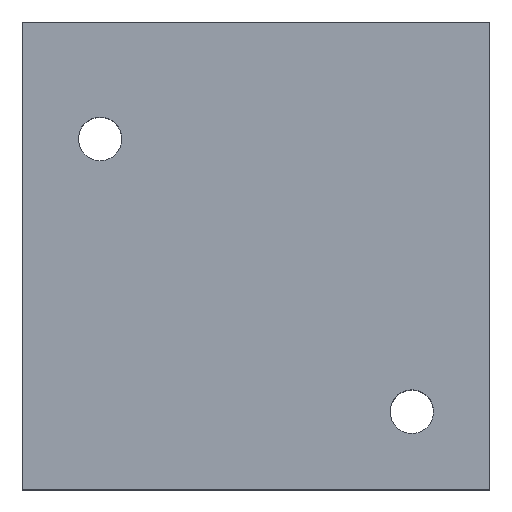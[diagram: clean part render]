
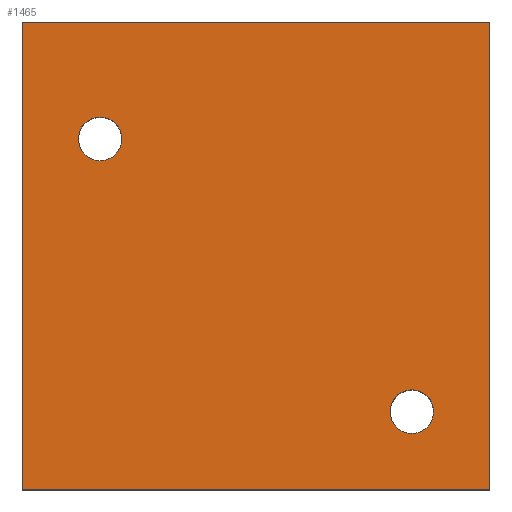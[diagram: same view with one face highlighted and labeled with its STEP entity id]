
A CAD part, top view. The second image highlights one B-rep face of the part: STEP entity #1465.
In plain terms, the highlighted planar face has unit normal (0, 0, 1).
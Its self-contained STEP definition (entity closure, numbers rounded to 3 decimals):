
#52 = VECTOR ( 'NONE', #1694, 1000. ) ;
#264 = VECTOR ( 'NONE', #1882, 1000. ) ;
#410 = VERTEX_POINT ( 'NONE', #3317 ) ;
#502 = EDGE_CURVE ( 'NONE', #2165, #1837, #1451, .T. ) ;
#630 = DIRECTION ( 'NONE',  ( 1., 0., 0. ) ) ;
#987 = AXIS2_PLACEMENT_3D ( 'NONE', #2510, #3294, #1317 ) ;
#1016 = LINE ( 'NONE', #1962, #2210 ) ;
#1053 = DIRECTION ( 'NONE',  ( 0., 0., 1. ) ) ;
#1176 = ORIENTED_EDGE ( 'NONE', *, *, #3694, .T. ) ;
#1189 = CIRCLE ( 'NONE', #3517, 2.795 ) ;
#1202 = CARTESIAN_POINT ( 'NONE',  ( -22.795, 20., 15. ) ) ;
#1317 = DIRECTION ( 'NONE',  ( 1., 0., 0. ) ) ;
#1359 = DIRECTION ( 'NONE',  ( 0., 0., -1. ) ) ;
#1377 = FACE_BOUND ( 'NONE', #3344, .T. ) ;
#1399 = CARTESIAN_POINT ( 'NONE',  ( -30., -25., 15. ) ) ;
#1407 = CARTESIAN_POINT ( 'NONE',  ( 22.795, -15., 15. ) ) ;
#1451 = CIRCLE ( 'NONE', #987, 2.795 ) ;
#1465 = ADVANCED_FACE ( 'NONE', ( #1377, #2649, #3937 ), #3017, .F. ) ;
#1506 = EDGE_CURVE ( 'NONE', #2713, #4052, #2051, .T. ) ;
#1533 = VECTOR ( 'NONE', #2202, 1000. ) ;
#1694 = DIRECTION ( 'NONE',  ( 1., 0., 0. ) ) ;
#1719 = AXIS2_PLACEMENT_3D ( 'NONE', #2032, #1359, #3288 ) ;
#1742 = ORIENTED_EDGE ( 'NONE', *, *, #2716, .F. ) ;
#1837 = VERTEX_POINT ( 'NONE', #1407 ) ;
#1882 = DIRECTION ( 'NONE',  ( 0., -1., 0. ) ) ;
#1920 = EDGE_CURVE ( 'NONE', #2027, #2713, #2813, .T. ) ;
#1962 = CARTESIAN_POINT ( 'NONE',  ( -30., 35., 15. ) ) ;
#2027 = VERTEX_POINT ( 'NONE', #2888 ) ;
#2032 = CARTESIAN_POINT ( 'NONE',  ( -30., 35., 15. ) ) ;
#2051 = LINE ( 'NONE', #1399, #52 ) ;
#2161 = CARTESIAN_POINT ( 'NONE',  ( 30., 35., 15. ) ) ;
#2165 = VERTEX_POINT ( 'NONE', #3101 ) ;
#2202 = DIRECTION ( 'NONE',  ( 0., 1., 0. ) ) ;
#2210 = VECTOR ( 'NONE', #3240, 1000. ) ;
#2298 = CIRCLE ( 'NONE', #2436, 2.795 ) ;
#2348 = ORIENTED_EDGE ( 'NONE', *, *, #3320, .F. ) ;
#2374 = DIRECTION ( 'NONE',  ( 1., 0., 0. ) ) ;
#2436 = AXIS2_PLACEMENT_3D ( 'NONE', #2644, #1053, #3614 ) ;
#2454 = EDGE_CURVE ( 'NONE', #4052, #3435, #2762, .T. ) ;
#2495 = CARTESIAN_POINT ( 'NONE',  ( -30., -25., 15. ) ) ;
#2510 = CARTESIAN_POINT ( 'NONE',  ( 20., -15., 15. ) ) ;
#2644 = CARTESIAN_POINT ( 'NONE',  ( -20., 20., 15. ) ) ;
#2649 = FACE_BOUND ( 'NONE', #3328, .T. ) ;
#2713 = VERTEX_POINT ( 'NONE', #3268 ) ;
#2716 = EDGE_CURVE ( 'NONE', #410, #3960, #2298, .T. ) ;
#2762 = LINE ( 'NONE', #3371, #1533 ) ;
#2778 = ORIENTED_EDGE ( 'NONE', *, *, #1506, .T. ) ;
#2813 = LINE ( 'NONE', #2495, #264 ) ;
#2844 = ORIENTED_EDGE ( 'NONE', *, *, #502, .F. ) ;
#2888 = CARTESIAN_POINT ( 'NONE',  ( -30., 35., 15. ) ) ;
#3017 = PLANE ( 'NONE',  #1719 ) ;
#3034 = EDGE_LOOP ( 'NONE', ( #3754, #2778, #3381, #1176 ) ) ;
#3101 = CARTESIAN_POINT ( 'NONE',  ( 17.205, -15., 15. ) ) ;
#3240 = DIRECTION ( 'NONE',  ( -1., 0., 0. ) ) ;
#3268 = CARTESIAN_POINT ( 'NONE',  ( -30., -25., 15. ) ) ;
#3288 = DIRECTION ( 'NONE',  ( -1., 0., 0. ) ) ;
#3294 = DIRECTION ( 'NONE',  ( 0., 0., 1. ) ) ;
#3317 = CARTESIAN_POINT ( 'NONE',  ( -17.205, 20., 15. ) ) ;
#3320 = EDGE_CURVE ( 'NONE', #3960, #410, #1189, .T. ) ;
#3328 = EDGE_LOOP ( 'NONE', ( #3745, #2844 ) ) ;
#3344 = EDGE_LOOP ( 'NONE', ( #1742, #2348 ) ) ;
#3371 = CARTESIAN_POINT ( 'NONE',  ( 30., -25., 15. ) ) ;
#3381 = ORIENTED_EDGE ( 'NONE', *, *, #2454, .T. ) ;
#3386 = CIRCLE ( 'NONE', #3940, 2.795 ) ;
#3407 = EDGE_CURVE ( 'NONE', #1837, #2165, #3386, .T. ) ;
#3435 = VERTEX_POINT ( 'NONE', #2161 ) ;
#3499 = CARTESIAN_POINT ( 'NONE',  ( -20., 20., 15. ) ) ;
#3517 = AXIS2_PLACEMENT_3D ( 'NONE', #3499, #3549, #630 ) ;
#3549 = DIRECTION ( 'NONE',  ( 0., 0., 1. ) ) ;
#3614 = DIRECTION ( 'NONE',  ( 1., 0., 0. ) ) ;
#3631 = CARTESIAN_POINT ( 'NONE',  ( 20., -15., 15. ) ) ;
#3694 = EDGE_CURVE ( 'NONE', #3435, #2027, #1016, .T. ) ;
#3745 = ORIENTED_EDGE ( 'NONE', *, *, #3407, .F. ) ;
#3754 = ORIENTED_EDGE ( 'NONE', *, *, #1920, .T. ) ;
#3905 = CARTESIAN_POINT ( 'NONE',  ( 30., -25., 15. ) ) ;
#3932 = DIRECTION ( 'NONE',  ( 0., 0., 1. ) ) ;
#3937 = FACE_OUTER_BOUND ( 'NONE', #3034, .T. ) ;
#3940 = AXIS2_PLACEMENT_3D ( 'NONE', #3631, #3932, #2374 ) ;
#3960 = VERTEX_POINT ( 'NONE', #1202 ) ;
#4052 = VERTEX_POINT ( 'NONE', #3905 ) ;
